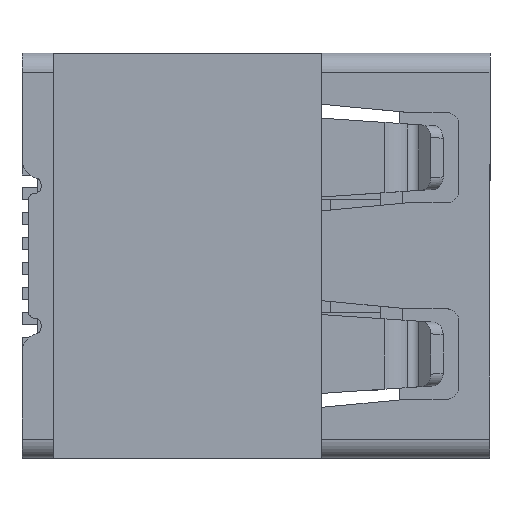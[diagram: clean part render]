
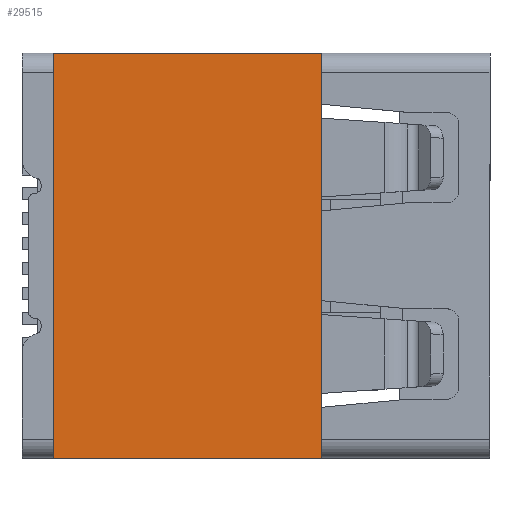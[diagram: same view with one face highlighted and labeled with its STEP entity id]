
A CAD part, top view. The second image highlights one B-rep face of the part: STEP entity #29515.
In plain terms, the highlighted planar face has unit normal (0, 0, 1).
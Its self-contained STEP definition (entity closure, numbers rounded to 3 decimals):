
#453=PLANE('',#30819);
#4173=ORIENTED_EDGE('',*,*,#9711,.T.);
#4174=ORIENTED_EDGE('',*,*,#9712,.T.);
#4175=ORIENTED_EDGE('',*,*,#9713,.T.);
#4176=ORIENTED_EDGE('',*,*,#9714,.T.);
#9711=EDGE_CURVE('',#12447,#12448,#14877,.T.);
#9712=EDGE_CURVE('',#12448,#12449,#14878,.T.);
#9713=EDGE_CURVE('',#12449,#12450,#14879,.T.);
#9714=EDGE_CURVE('',#12450,#12447,#14880,.T.);
#12447=VERTEX_POINT('',#41258);
#12448=VERTEX_POINT('',#41259);
#12449=VERTEX_POINT('',#41261);
#12450=VERTEX_POINT('',#41263);
#14877=LINE('',#41257,#17677);
#14878=LINE('',#41260,#17678);
#14879=LINE('',#41262,#17679);
#14880=LINE('',#41264,#17680);
#17677=VECTOR('',#34575,1000.);
#17678=VECTOR('',#34576,1000.);
#17679=VECTOR('',#34577,1000.);
#17680=VECTOR('',#34578,1000.);
#19243=EDGE_LOOP('',(#4173,#4174,#4175,#4176));
#20401=FACE_BOUND('',#19243,.T.);
#29515=ADVANCED_FACE('',(#20401),#453,.T.);
#30819=AXIS2_PLACEMENT_3D('',#41256,#34573,#34574);
#34573=DIRECTION('',(0.,0.,1.));
#34574=DIRECTION('',(0.,1.,0.));
#34575=DIRECTION('',(1.,0.,0.));
#34576=DIRECTION('',(0.,1.,0.));
#34577=DIRECTION('',(-1.,0.,0.));
#34578=DIRECTION('',(0.,-1.,0.));
#41256=CARTESIAN_POINT('',(0.,-0.95,1.55));
#41257=CARTESIAN_POINT('',(-3.25,-3.1,1.55));
#41258=CARTESIAN_POINT('',(-3.25,-3.1,1.55));
#41259=CARTESIAN_POINT('',(3.25,-3.1,1.55));
#41260=CARTESIAN_POINT('',(3.25,-3.1,1.55));
#41261=CARTESIAN_POINT('',(3.25,1.2,1.55));
#41262=CARTESIAN_POINT('',(3.25,1.2,1.55));
#41263=CARTESIAN_POINT('',(-3.25,1.2,1.55));
#41264=CARTESIAN_POINT('',(-3.25,1.2,1.55));
